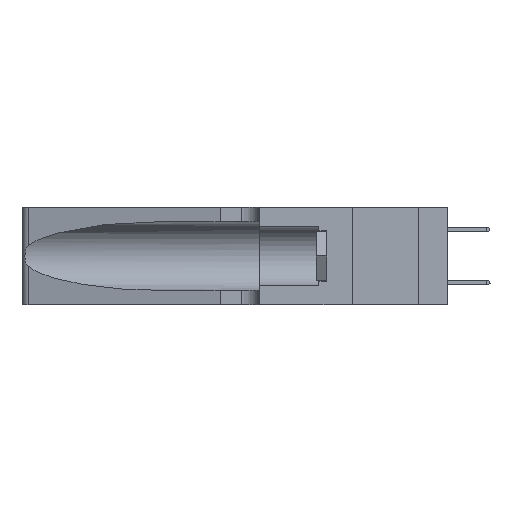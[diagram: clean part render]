
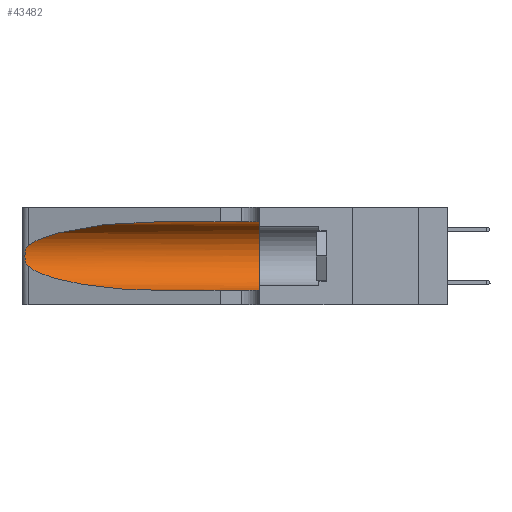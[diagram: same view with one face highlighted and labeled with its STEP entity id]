
A CAD part, left-side view. The second image highlights one B-rep face of the part: STEP entity #43482.
In plain terms, the highlighted cylindrical face has radius 3.308 mm (diameter 6.617 mm), a partial arc.
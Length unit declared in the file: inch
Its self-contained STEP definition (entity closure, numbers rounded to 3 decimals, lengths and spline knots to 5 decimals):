
#548 = CYLINDRICAL_SURFACE ( 'NONE', #44912, 0.13025 ) ;
#592 = CARTESIAN_POINT ( 'NONE',  ( 0.25639, 1.23186, 0.15144 ) ) ;
#1094 = CARTESIAN_POINT ( 'NONE',  ( 0.18966, 0.96281, 0.31525 ) ) ;
#2647 = DIRECTION ( 'NONE',  ( 0., 1., 0. ) ) ;
#4125 = CARTESIAN_POINT ( 'NONE',  ( 0.1305, 0.35, 0.31525 ) ) ;
#4168 = CARTESIAN_POINT ( 'NONE',  ( 0.25487, 1.22718, 0.14631 ) ) ;
#4813 = CARTESIAN_POINT ( 'NONE',  ( 0.25487, 1.22718, 0.22369 ) ) ;
#5721 = ORIENTED_EDGE ( 'NONE', *, *, #34113, .T. ) ;
#7540 = CARTESIAN_POINT ( 'NONE',  ( 0.25639, 1.23184, 0.21858 ) ) ;
#8755 = DIRECTION ( 'NONE',  ( 0., -1., 0. ) ) ;
#9002 = CARTESIAN_POINT ( 'NONE',  ( 0.1305, 0.72297, 0.05475 ) ) ;
#9177 = VERTEX_POINT ( 'NONE', #4125 ) ;
#11068 = CARTESIAN_POINT ( 'NONE',  ( 0.25854, 1.2359, 0.20912 ) ) ;
#13292 = CARTESIAN_POINT ( 'NONE',  ( 0.25487, 1.22718, 0.14631 ) ) ;
#14109 = AXIS2_PLACEMENT_3D ( 'NONE', #23936, #2647, #27476 ) ;
#14285 = DIRECTION ( 'NONE',  ( 0., -1., 0. ) ) ;
#14676 = CARTESIAN_POINT ( 'NONE',  ( 0.26075, 1.23896, 0.19203 ) ) ;
#15864 = EDGE_CURVE ( 'NONE', #9177, #24146, #34576, .T. ) ;
#16373 = CARTESIAN_POINT ( 'NONE',  ( 0.25487, 1.22718, 0.22369 ) ) ;
#17382 = ORIENTED_EDGE ( 'NONE', *, *, #15864, .F. ) ;
#17952 = CARTESIAN_POINT ( 'NONE',  ( 0.25487, 1.22718, 0.22369 ) ) ;
#18152 = EDGE_CURVE ( 'NONE', #18841, #24146, #43230, .T. ) ;
#18270 = CARTESIAN_POINT ( 'NONE',  ( 0.26017, 1.23833, 0.17102 ) ) ;
#18725 = LINE ( 'NONE', #21503, #25978 ) ;
#18841 = VERTEX_POINT ( 'NONE', #9002 ) ;
#19329 = CARTESIAN_POINT ( 'NONE',  ( 0.1305, 0.35, 0.05475 ) ) ;
#19808 = CARTESIAN_POINT ( 'NONE',  ( 0.25487, 1.22718, 0.14631 ) ) ;
#19963 = CARTESIAN_POINT ( 'NONE',  ( 0.18966, 0.96281, 0.05475 ) ) ;
#20934 = ORIENTED_EDGE ( 'NONE', *, *, #30734, .F. ) ;
#21503 = CARTESIAN_POINT ( 'NONE',  ( 0.1305, 1.61858, 0.31525 ) ) ;
#21882 = CARTESIAN_POINT ( 'NONE',  ( 0.25789, 1.23486, 0.15765 ) ) ;
#23270 =( BOUNDED_CURVE ( )  B_SPLINE_CURVE ( 3, ( #36519, #1094, #26082, #4813 ),
 .UNSPECIFIED., .F., .T. ) 
 B_SPLINE_CURVE_WITH_KNOTS ( ( 4, 4 ),
 ( 1.5708, 2.84003 ),
 .UNSPECIFIED. ) 
 CURVE ( )  GEOMETRIC_REPRESENTATION_ITEM ( )  RATIONAL_B_SPLINE_CURVE ( ( 1., 0.87, 0.87, 1. ) ) 
 REPRESENTATION_ITEM ( '' )  );
#23422 = DIRECTION ( 'NONE',  ( 0., -1., 0. ) ) ;
#23617 = VERTEX_POINT ( 'NONE', #37267 ) ;
#23696 = ORIENTED_EDGE ( 'NONE', *, *, #43268, .T. ) ;
#23700 = VERTEX_POINT ( 'NONE', #16373 ) ;
#23936 = CARTESIAN_POINT ( 'NONE',  ( 0.1305, 0.35, 0.185 ) ) ;
#24102 = EDGE_LOOP ( 'NONE', ( #38676, #23696, #5721, #43344, #17382, #20934 ) ) ;
#24146 = VERTEX_POINT ( 'NONE', #19329 ) ;
#25438 = CARTESIAN_POINT ( 'NONE',  ( 0.25555, 1.22993, 0.14849 ) ) ;
#25733 = EDGE_CURVE ( 'NONE', #23617, #23700, #23270, .T. ) ;
#25978 = VECTOR ( 'NONE', #14285, 39.37008 ) ;
#26082 = CARTESIAN_POINT ( 'NONE',  ( 0.2373, 1.15595, 0.28018 ) ) ;
#27476 = DIRECTION ( 'NONE',  ( 0., 0., 1. ) ) ;
#28868 = FACE_OUTER_BOUND ( 'NONE', #24102, .T. ) ;
#30048 = CARTESIAN_POINT ( 'NONE',  ( 0.1305, 1.61858, 0.185 ) ) ;
#30734 = EDGE_CURVE ( 'NONE', #23617, #9177, #18725, .T. ) ;
#32349 = CARTESIAN_POINT ( 'NONE',  ( 0.25787, 1.23484, 0.2124 ) ) ;
#32838 = B_SPLINE_CURVE_WITH_KNOTS ( 'NONE', 3,
 ( #17952, #42788, #7540, #32349, #11068, #35873, #14676, #39435, #18270, #42935, #21882, #592, #25438, #4168 ),
 .UNSPECIFIED., .F., .F.,
 ( 4, 2, 2, 2, 2, 2, 4 ),
 ( 0., 0.00027, 0.00053, 0.00107, 0.0016, 0.00187, 0.00214 ),
 .UNSPECIFIED. ) ;
#33560 = DIRECTION ( 'NONE',  ( 0., 0., -1. ) ) ;
#34113 = EDGE_CURVE ( 'NONE', #42690, #18841, #45551, .T. ) ;
#34576 = CIRCLE ( 'NONE', #14109, 0.13025 ) ;
#35873 = CARTESIAN_POINT ( 'NONE',  ( 0.26018, 1.23835, 0.19895 ) ) ;
#36519 = CARTESIAN_POINT ( 'NONE',  ( 0.1305, 0.72297, 0.31525 ) ) ;
#37267 = CARTESIAN_POINT ( 'NONE',  ( 0.1305, 0.72297, 0.31525 ) ) ;
#37555 = CARTESIAN_POINT ( 'NONE',  ( 0.2373, 1.15595, 0.08982 ) ) ;
#38676 = ORIENTED_EDGE ( 'NONE', *, *, #25733, .T. ) ;
#39435 = CARTESIAN_POINT ( 'NONE',  ( 0.26075, 1.23896, 0.178 ) ) ;
#42133 = VECTOR ( 'NONE', #23422, 39.37008 ) ;
#42690 = VERTEX_POINT ( 'NONE', #13292 ) ;
#42788 = CARTESIAN_POINT ( 'NONE',  ( 0.25555, 1.22994, 0.2215 ) ) ;
#42935 = CARTESIAN_POINT ( 'NONE',  ( 0.25856, 1.23593, 0.16098 ) ) ;
#43230 = LINE ( 'NONE', #44442, #42133 ) ;
#43268 = EDGE_CURVE ( 'NONE', #23700, #42690, #32838, .T. ) ;
#43344 = ORIENTED_EDGE ( 'NONE', *, *, #18152, .T. ) ;
#43482 = ADVANCED_FACE ( 'NONE', ( #28868 ), #548, .F. ) ;
#44442 = CARTESIAN_POINT ( 'NONE',  ( 0.1305, 1.61858, 0.05475 ) ) ;
#44594 = CARTESIAN_POINT ( 'NONE',  ( 0.1305, 0.72297, 0.05475 ) ) ;
#44912 = AXIS2_PLACEMENT_3D ( 'NONE', #30048, #8755, #33560 ) ;
#45551 =( BOUNDED_CURVE ( )  B_SPLINE_CURVE ( 3, ( #19808, #37555, #19963, #44594 ),
 .UNSPECIFIED., .F., .F. ) 
 B_SPLINE_CURVE_WITH_KNOTS ( ( 4, 4 ),
 ( 3.44316, 4.71239 ),
 .UNSPECIFIED. ) 
 CURVE ( )  GEOMETRIC_REPRESENTATION_ITEM ( )  RATIONAL_B_SPLINE_CURVE ( ( 1., 0.87, 0.87, 1. ) ) 
 REPRESENTATION_ITEM ( '' )  );
